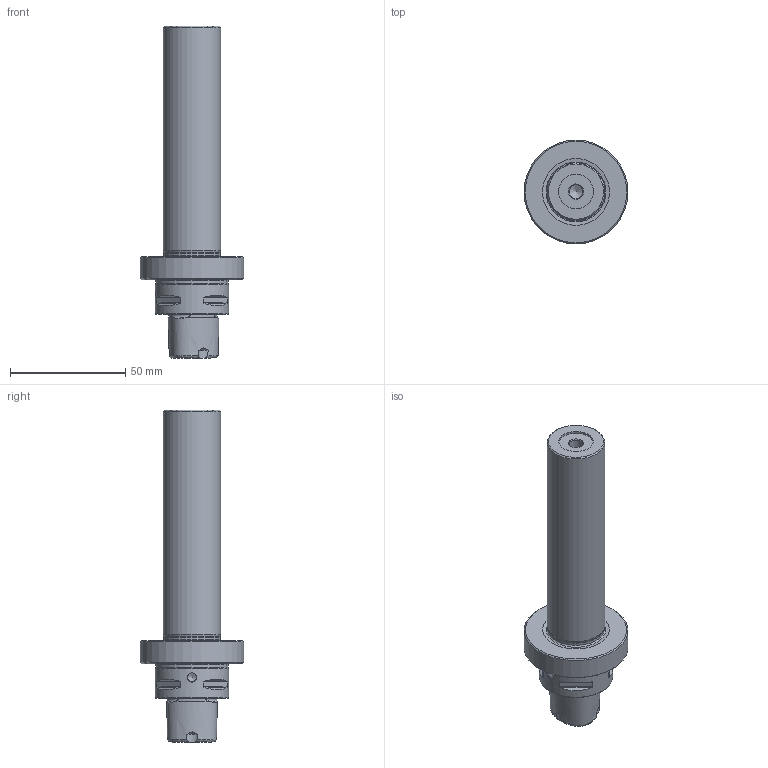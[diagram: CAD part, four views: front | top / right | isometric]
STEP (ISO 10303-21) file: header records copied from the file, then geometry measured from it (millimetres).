
FILE_DESCRIPTION(/* description */ (''),/* implementation_level */ '2;1');
FILE_NAME(/* name */ '10001261900nxv000_00_214.stp',/* time_stamp */ '2023-12-05T11:15:19+01:00',/* author */ (''),/* organization */ (''),/* preprocessor_version */ 'ST-DEVELOPER v18.1',/* originating_system */ 'SIEMENS PLM Software NX 2000',/* authorisation */ '');
FILE_SCHEMA (('AUTOMOTIVE_DESIGN { 1 0 10303 214 3 1 1 1 }'));
Length unit declared in the file: millimetre
Products named in the file (1): 10001261900nxv000_00
Bounding box: 45 x 45 x 144 mm (x, y, z)
Volume: 78897 mm3; surface area: 16579.9 mm2
Topology: 1 solids, 1 shells, 90 faces, 217 edges, 138 vertices
Faces by surface type: cylinder 24, plane 22, cone 22, bspline 13, torus 9
Full cylindrical faces by diameter (mm): 4 x1, 6 x1, 10.5 x1, 12.2 x1, 15 x1, 15.065 x2, 16.5 x1, 24.5 x1, 25 x1, 31.55 x1, 31.9 x1, 45 x1
Entity records: 15033 total; most frequent: CARTESIAN_POINT 13171, ORIENTED_EDGE 326, DIRECTION 304, EDGE_CURVE 163, AXIS2_PLACEMENT_3D 140, EDGE_LOOP 138, VERTEX_POINT 126, FACE_BOUND 97
